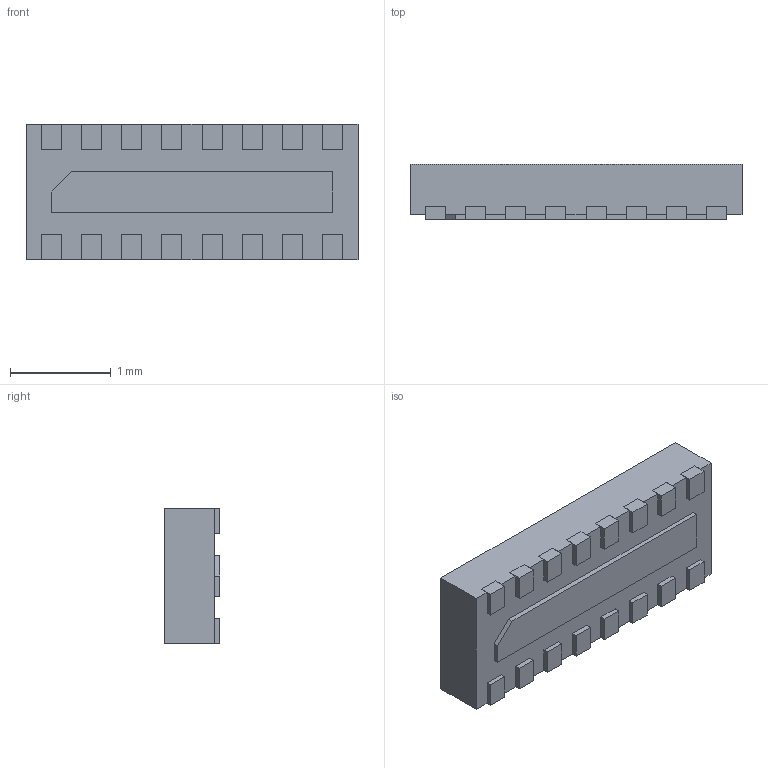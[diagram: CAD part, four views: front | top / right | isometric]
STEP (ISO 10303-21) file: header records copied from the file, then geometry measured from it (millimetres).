
FILE_DESCRIPTION (( 'STEP AP214' ), '1' );
FILE_NAME ('EMI9408MUTAG.STEP', '2020-07-26T15:36:10', ( '' ), ( '' ), 'SwSTEP 2.0', 'SolidWorks 2017', '' );
FILE_SCHEMA (( 'AUTOMOTIVE_DESIGN' ));
Length unit declared in the file: millimetre
Products named in the file (1): EMI9408MUTAG
Bounding box: 3.3 x 0.55 x 1.35 mm (x, y, z)
Volume: 2.3 mm3; surface area: 21.2 mm2
Topology: 18 solids, 18 shells, 179 faces, 426 edges, 284 vertices
Faces by surface type: plane 179
Entity records: 5247 total; most frequent: CARTESIAN_POINT 890, ORIENTED_EDGE 852, DIRECTION 786, LINE 426, VECTOR 426, EDGE_CURVE 426, VERTEX_POINT 284, EDGE_LOOP 180
